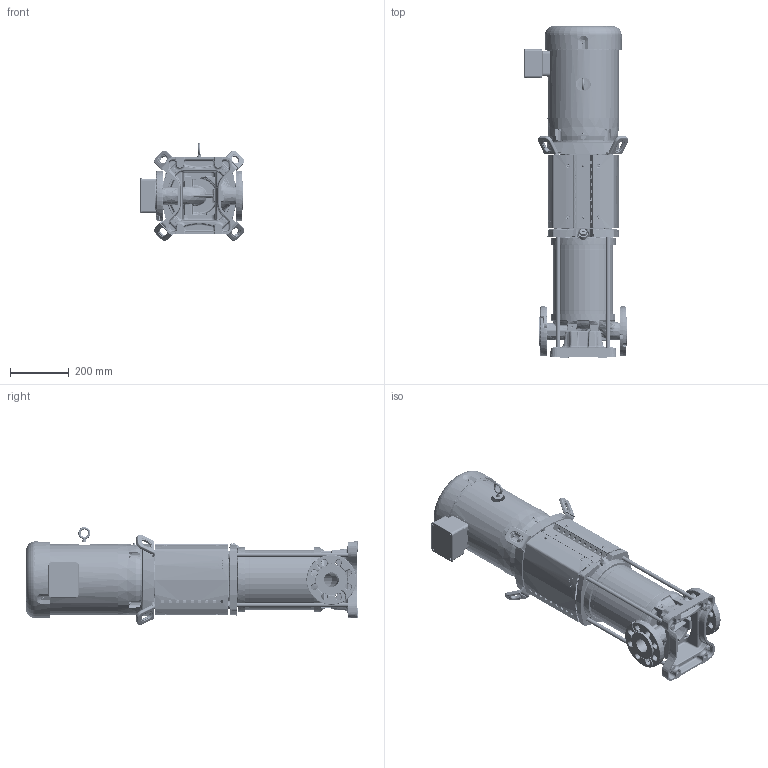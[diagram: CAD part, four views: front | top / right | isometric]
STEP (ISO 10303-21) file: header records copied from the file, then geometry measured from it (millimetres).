
FILE_DESCRIPTION(/* description */ (''),/* implementation_level */ '2;1');
FILE_NAME(/* name */ '2700867 - HELIX V110-04_3-1_A3_E_KS_N_10_3_Shrinkwrap_1.stp',/* time_stamp */ '2022-03-25T10:21:56-05:00',/* author */ ('faliszekte'),/* organization */ (''),/* preprocessor_version */ 'ST-DEVELOPER v18.1',/* originating_system */ 'Autodesk Inventor 2021',/* authorisation */ '');
FILE_SCHEMA (('AUTOMOTIVE_DESIGN { 1 0 10303 214 3 1 1 }'));
Products named in the file (1): 2700867 - HELIX V110-04_3-1_A3_E_KS_N_10_3_Shrinkwrap_1
Bounding box: 355.2 x 1126.34 x 331.89 mm (x, y, z)
Volume: 888.3 mm3; surface area: 2340418.6 mm2
Topology: 2 solids, 74 shells, 4901 faces, 14573 edges, 9482 vertices
Faces by surface type: cylinder 1560, bspline 1211, plane 1150, torus 436, cone 413, sphere 131
Full cylindrical faces by diameter (mm): 0.833 x4, 2 x2, 4 x2, 4.5 x1, 4.918 x5, 6 x2, 7.937 x4, 8 x8, 8.839 x4, 9.652 x1, 10.25 x4, 10.516 x3, 12.662 x1, 14 x9, 14.376 x168, 16 x168, 16.662 x1, 17.5 x1, 18 x8, 18.64 x1, 20.813 x1, 31 x1, 35.052 x1, 47.6 x1, 61 x2, 88 x1, 99 x2, 110.3 x3, 114 x1, 119.6 x1
Entity records: 346056 total; most frequent: CARTESIAN_POINT 222000, ORIENTED_EDGE 25623, DIRECTION 22888, EDGE_CURVE 14479, VERTEX_POINT 9481, AXIS2_PLACEMENT_3D 9044, EDGE_LOOP 5214, FACE_OUTER_BOUND 4900
